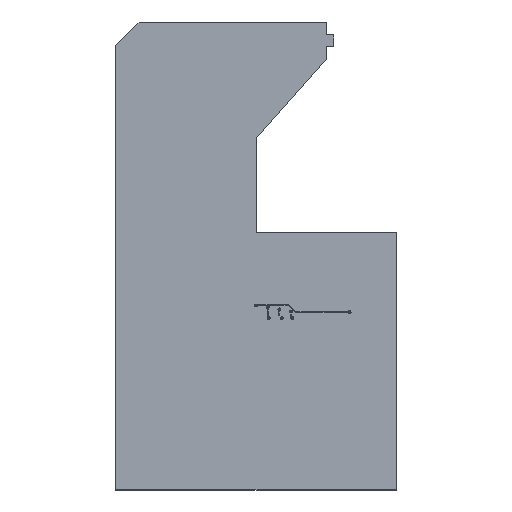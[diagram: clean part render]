
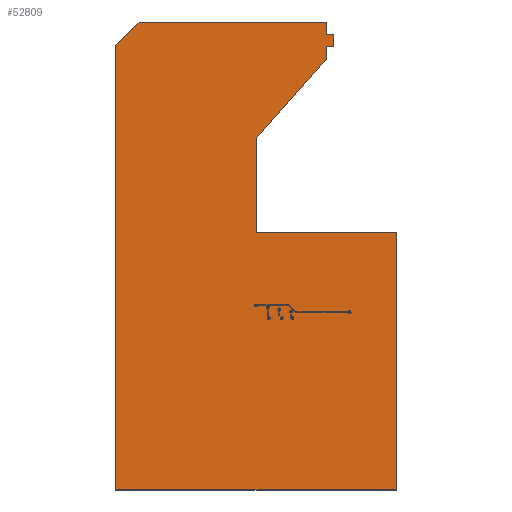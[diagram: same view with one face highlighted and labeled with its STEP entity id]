
A CAD part, top view. The second image highlights one B-rep face of the part: STEP entity #52809.
In plain terms, the highlighted planar face has unit normal (0, 0, 1).
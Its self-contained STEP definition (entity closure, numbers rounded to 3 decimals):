
#52809 = ADVANCED_FACE('',(#52810),#52916,.T.);
#52810 = FACE_BOUND('',#52811,.F.);
#52811 = EDGE_LOOP('',(#52812,#52822,#52830,#52838,#52846,#52854,#52862,
    #52870,#52878,#52886,#52894,#52902,#52910));
#52812 = ORIENTED_EDGE('',*,*,#52813,.T.);
#52813 = EDGE_CURVE('',#52814,#52816,#52818,.T.);
#52814 = VERTEX_POINT('',#52815);
#52815 = CARTESIAN_POINT('',(80.,-80.,1.56));
#52816 = VERTEX_POINT('',#52817);
#52817 = CARTESIAN_POINT('',(85.,-75.,1.56));
#52818 = LINE('',#52819,#52820);
#52819 = CARTESIAN_POINT('',(80.,-80.,1.56));
#52820 = VECTOR('',#52821,1.);
#52821 = DIRECTION('',(0.707,0.707,0.));
#52822 = ORIENTED_EDGE('',*,*,#52823,.T.);
#52823 = EDGE_CURVE('',#52816,#52824,#52826,.T.);
#52824 = VERTEX_POINT('',#52825);
#52825 = CARTESIAN_POINT('',(125.,-75.,1.56));
#52826 = LINE('',#52827,#52828);
#52827 = CARTESIAN_POINT('',(85.,-75.,1.56));
#52828 = VECTOR('',#52829,1.);
#52829 = DIRECTION('',(1.,0.,0.));
#52830 = ORIENTED_EDGE('',*,*,#52831,.T.);
#52831 = EDGE_CURVE('',#52824,#52832,#52834,.T.);
#52832 = VERTEX_POINT('',#52833);
#52833 = CARTESIAN_POINT('',(125.,-77.75,1.56));
#52834 = LINE('',#52835,#52836);
#52835 = CARTESIAN_POINT('',(125.,-75.,1.56));
#52836 = VECTOR('',#52837,1.);
#52837 = DIRECTION('',(0.,-1.,0.));
#52838 = ORIENTED_EDGE('',*,*,#52839,.T.);
#52839 = EDGE_CURVE('',#52832,#52840,#52842,.T.);
#52840 = VERTEX_POINT('',#52841);
#52841 = CARTESIAN_POINT('',(126.6,-77.75,1.56));
#52842 = LINE('',#52843,#52844);
#52843 = CARTESIAN_POINT('',(125.,-77.75,1.56));
#52844 = VECTOR('',#52845,1.);
#52845 = DIRECTION('',(1.,0.,0.));
#52846 = ORIENTED_EDGE('',*,*,#52847,.T.);
#52847 = EDGE_CURVE('',#52840,#52848,#52850,.T.);
#52848 = VERTEX_POINT('',#52849);
#52849 = CARTESIAN_POINT('',(126.6,-80.25,1.56));
#52850 = LINE('',#52851,#52852);
#52851 = CARTESIAN_POINT('',(126.6,-77.75,1.56));
#52852 = VECTOR('',#52853,1.);
#52853 = DIRECTION('',(0.,-1.,0.));
#52854 = ORIENTED_EDGE('',*,*,#52855,.T.);
#52855 = EDGE_CURVE('',#52848,#52856,#52858,.T.);
#52856 = VERTEX_POINT('',#52857);
#52857 = CARTESIAN_POINT('',(125.,-80.25,1.56));
#52858 = LINE('',#52859,#52860);
#52859 = CARTESIAN_POINT('',(126.6,-80.25,1.56));
#52860 = VECTOR('',#52861,1.);
#52861 = DIRECTION('',(-1.,0.,0.));
#52862 = ORIENTED_EDGE('',*,*,#52863,.T.);
#52863 = EDGE_CURVE('',#52856,#52864,#52866,.T.);
#52864 = VERTEX_POINT('',#52865);
#52865 = CARTESIAN_POINT('',(125.,-83.,1.56));
#52866 = LINE('',#52867,#52868);
#52867 = CARTESIAN_POINT('',(125.,-80.25,1.56));
#52868 = VECTOR('',#52869,1.);
#52869 = DIRECTION('',(0.,-1.,0.));
#52870 = ORIENTED_EDGE('',*,*,#52871,.T.);
#52871 = EDGE_CURVE('',#52864,#52872,#52874,.T.);
#52872 = VERTEX_POINT('',#52873);
#52873 = CARTESIAN_POINT('',(110.,-100.,1.56));
#52874 = LINE('',#52875,#52876);
#52875 = CARTESIAN_POINT('',(125.,-83.,1.56));
#52876 = VECTOR('',#52877,1.);
#52877 = DIRECTION('',(-0.662,-0.75,0.));
#52878 = ORIENTED_EDGE('',*,*,#52879,.T.);
#52879 = EDGE_CURVE('',#52872,#52880,#52882,.T.);
#52880 = VERTEX_POINT('',#52881);
#52881 = CARTESIAN_POINT('',(110.,-120.,1.56));
#52882 = LINE('',#52883,#52884);
#52883 = CARTESIAN_POINT('',(110.,-100.,1.56));
#52884 = VECTOR('',#52885,1.);
#52885 = DIRECTION('',(0.,-1.,0.));
#52886 = ORIENTED_EDGE('',*,*,#52887,.T.);
#52887 = EDGE_CURVE('',#52880,#52888,#52890,.T.);
#52888 = VERTEX_POINT('',#52889);
#52889 = CARTESIAN_POINT('',(140.,-120.,1.56));
#52890 = LINE('',#52891,#52892);
#52891 = CARTESIAN_POINT('',(110.,-120.,1.56));
#52892 = VECTOR('',#52893,1.);
#52893 = DIRECTION('',(1.,0.,0.));
#52894 = ORIENTED_EDGE('',*,*,#52895,.T.);
#52895 = EDGE_CURVE('',#52888,#52896,#52898,.T.);
#52896 = VERTEX_POINT('',#52897);
#52897 = CARTESIAN_POINT('',(140.,-175.,1.56));
#52898 = LINE('',#52899,#52900);
#52899 = CARTESIAN_POINT('',(140.,-120.,1.56));
#52900 = VECTOR('',#52901,1.);
#52901 = DIRECTION('',(0.,-1.,0.));
#52902 = ORIENTED_EDGE('',*,*,#52903,.T.);
#52903 = EDGE_CURVE('',#52896,#52904,#52906,.T.);
#52904 = VERTEX_POINT('',#52905);
#52905 = CARTESIAN_POINT('',(80.,-175.,1.56));
#52906 = LINE('',#52907,#52908);
#52907 = CARTESIAN_POINT('',(140.,-175.,1.56));
#52908 = VECTOR('',#52909,1.);
#52909 = DIRECTION('',(-1.,0.,0.));
#52910 = ORIENTED_EDGE('',*,*,#52911,.T.);
#52911 = EDGE_CURVE('',#52904,#52814,#52912,.T.);
#52912 = LINE('',#52913,#52914);
#52913 = CARTESIAN_POINT('',(80.,-175.,1.56));
#52914 = VECTOR('',#52915,1.);
#52915 = DIRECTION('',(0.,1.,0.));
#52916 = PLANE('',#52917);
#52917 = AXIS2_PLACEMENT_3D('',#52918,#52919,#52920);
#52918 = CARTESIAN_POINT('',(0.,0.,1.56));
#52919 = DIRECTION('',(0.,0.,1.));
#52920 = DIRECTION('',(1.,0.,-0.));
